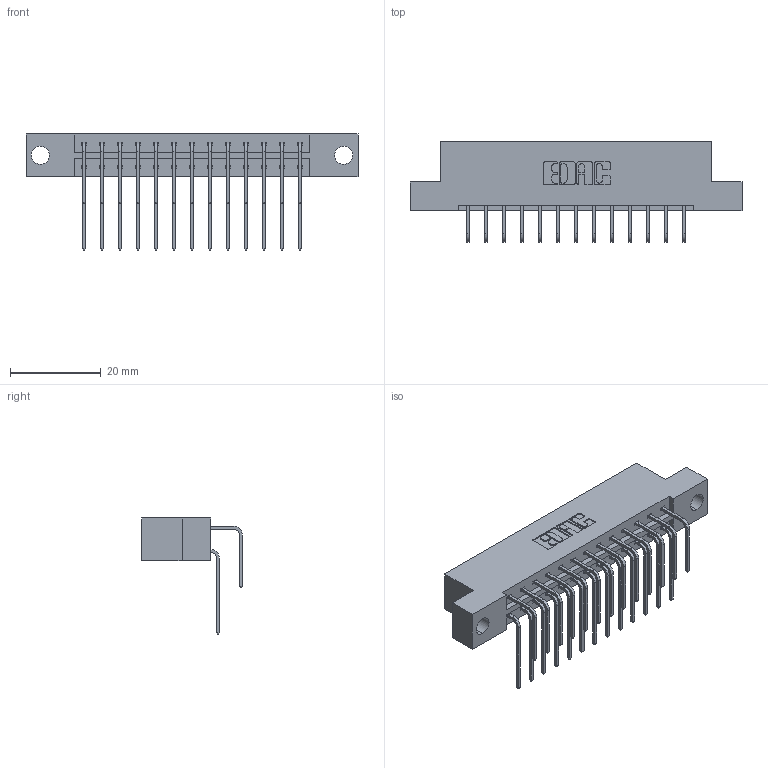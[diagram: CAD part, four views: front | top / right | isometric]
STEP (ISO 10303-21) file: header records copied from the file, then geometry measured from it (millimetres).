
FILE_DESCRIPTION (( 'STEP AP203' ), '1' );
FILE_NAME ('833-026-558-204.STEP', '2020-06-02T05:35:43', ( '' ), ( '' ), 'SwSTEP 2.0', 'SolidWorks 2020', '' );
FILE_SCHEMA (( 'CONFIG_CONTROL_DESIGN' ));
Length unit declared in the file: inch
Products named in the file (4): 833 Part_Flush - .156 Dia - TH; 345-292-001_558 Tail - 2; 345-292-001_558 559 Tail - 1; 833-026-558-204
Assembly tree (27 placements, depth 2):
  833-026-558-204
    833 Part_Flush - .156 Dia - TH
    345-292-001_558 559 Tail - 1  x13
    345-292-001_558 Tail - 2  x13
Bounding box: 73.05 x 22.17 x 25.53 mm (x, y, z)
Volume: 7249 mm3; surface area: 8805 mm2
Topology: 27 solids, 27 shells, 1518 faces, 4497 edges, 2962 vertices
Faces by surface type: plane 1058, cylinder 460
Entity records: 13901 total; most frequent: CARTESIAN_POINT 2389, ORIENTED_EDGE 2274, DIRECTION 2073, EDGE_CURVE 1137, LINE 969, VECTOR 969, VERTEX_POINT 754, AXIS2_PLACEMENT_3D 552
